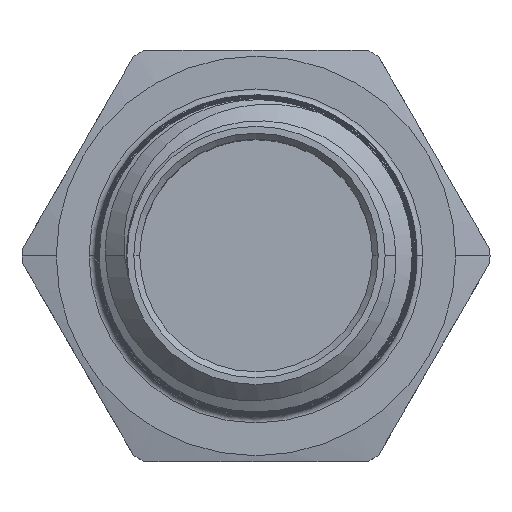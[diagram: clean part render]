
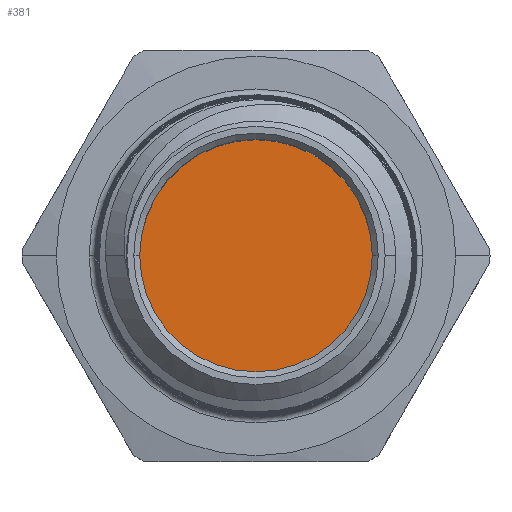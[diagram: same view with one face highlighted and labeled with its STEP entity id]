
A CAD part, top view. The second image highlights one B-rep face of the part: STEP entity #381.
In plain terms, the highlighted planar face has unit normal (0, 0, 1).
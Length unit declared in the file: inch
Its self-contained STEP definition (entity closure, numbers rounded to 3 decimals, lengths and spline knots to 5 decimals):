
#381 = ADVANCED_FACE ( 'NONE', ( #1030 ), #2629, .T. ) ;
#525 = EDGE_CURVE ( 'NONE', #955, #956, #1152, .T. ) ;
#528 = EDGE_CURVE ( 'NONE', #956, #955, #1157, .T. ) ;
#641 = AXIS2_PLACEMENT_3D ( 'NONE', #2638, #2639, #2640 ) ;
#694 = AXIS2_PLACEMENT_3D ( 'NONE', #3674, #3675, #3676 ) ;
#696 = AXIS2_PLACEMENT_3D ( 'NONE', #3683, #3684, #3685 ) ;
#729 = EDGE_LOOP ( 'NONE', ( #1264, #1265 ) ) ;
#955 = VERTEX_POINT ( 'NONE', #4229 ) ;
#956 = VERTEX_POINT ( 'NONE', #4230 ) ;
#1030 = FACE_OUTER_BOUND ( 'NONE', #729, .T. ) ;
#1152 = CIRCLE ( 'NONE', #694, 0.235 ) ;
#1157 = CIRCLE ( 'NONE', #696, 0.235 ) ;
#1264 = ORIENTED_EDGE ( 'NONE', *, *, #525, .F. ) ;
#1265 = ORIENTED_EDGE ( 'NONE', *, *, #528, .F. ) ;
#2629 = PLANE ( 'NONE',  #641 ) ;
#2638 = CARTESIAN_POINT ( 'NONE',  ( -0.235, 0., 0.02811 ) ) ;
#2639 = DIRECTION ( 'NONE',  ( 0., 0., 1. ) ) ;
#2640 = DIRECTION ( 'NONE',  ( 1., 0., 0. ) ) ;
#3674 = CARTESIAN_POINT ( 'NONE',  ( 0., 0., 0.02811 ) ) ;
#3675 = DIRECTION ( 'NONE',  ( 0., 0., -1. ) ) ;
#3676 = DIRECTION ( 'NONE',  ( 1., 0., 0. ) ) ;
#3683 = CARTESIAN_POINT ( 'NONE',  ( 0., 0., 0.02811 ) ) ;
#3684 = DIRECTION ( 'NONE',  ( 0., 0., -1. ) ) ;
#3685 = DIRECTION ( 'NONE',  ( 1., 0., 0. ) ) ;
#4229 = CARTESIAN_POINT ( 'NONE',  ( -0.235, 0., 0.02811 ) ) ;
#4230 = CARTESIAN_POINT ( 'NONE',  ( 0.235, 0., 0.02811 ) ) ;
